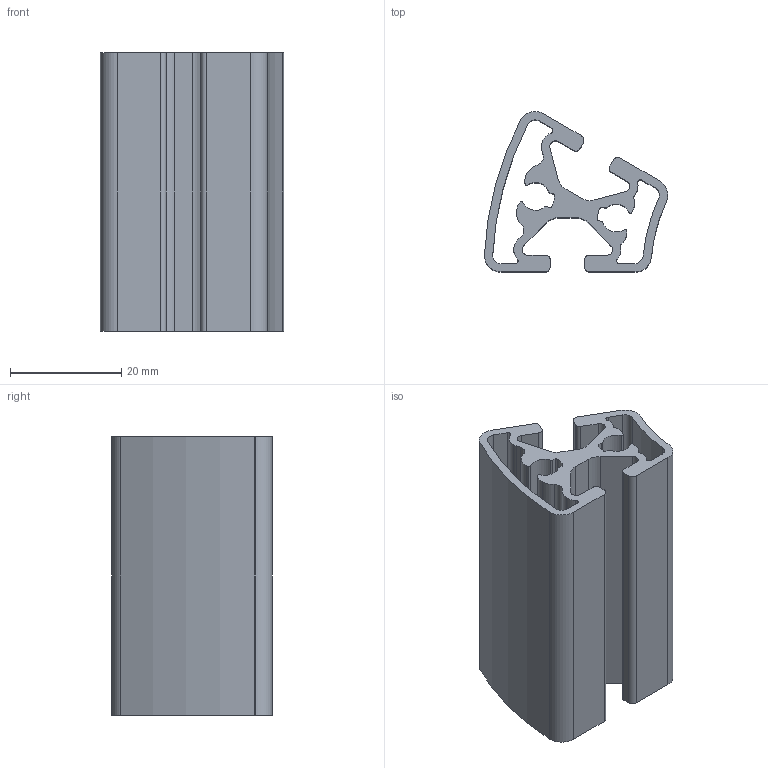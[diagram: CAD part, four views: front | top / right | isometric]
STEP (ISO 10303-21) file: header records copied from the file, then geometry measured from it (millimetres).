
FILE_DESCRIPTION (( 'STEP AP214' ), '1' );
FILE_NAME ('BASE06E0095-Profilé 6 R30_60-30°.step', '2023-03-24T09:32:46', ( 'Altae' ), ( '' ), 'SwSTEP 2.0', 'SolidWorks 2021', '' );
FILE_SCHEMA (( 'AUTOMOTIVE_DESIGN' ));
Length unit declared in the file: millimetre
Products named in the file (1): BASE06E0095-Profilé 6 R30_60-30°
Bounding box: 32.95 x 28.86 x 50 mm (x, y, z)
Volume: 14632.5 mm3; surface area: 14980.8 mm2
Topology: 1 solids, 1 shells, 106 faces, 312 edges, 208 vertices
Faces by surface type: cylinder 76, plane 30
Entity records: 3650 total; most frequent: DIRECTION 678, CARTESIAN_POINT 627, ORIENTED_EDGE 624, EDGE_CURVE 312, AXIS2_PLACEMENT_3D 259, VERTEX_POINT 208, LINE 160, VECTOR 160
